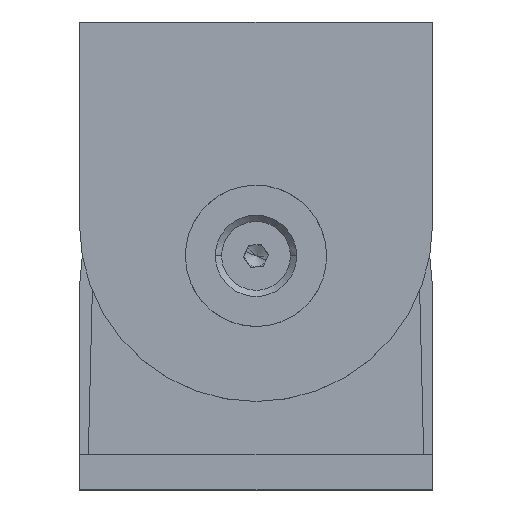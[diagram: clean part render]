
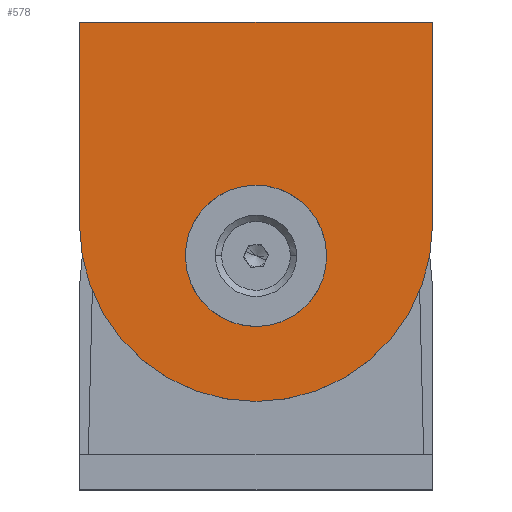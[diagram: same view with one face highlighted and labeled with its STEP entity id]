
A CAD part, top view. The second image highlights one B-rep face of the part: STEP entity #578.
In plain terms, the highlighted face is planar.
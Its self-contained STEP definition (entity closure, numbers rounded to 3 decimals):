
#61 = CARTESIAN_POINT ( 'NONE',  ( 0., 53., -20. ) ) ;
#108 = AXIS2_PLACEMENT_3D ( 'NONE', #358, #2016, #684 ) ;
#195 = DIRECTION ( 'NONE',  ( 1., 0., 0. ) ) ;
#342 = VERTEX_POINT ( 'NONE', #3247 ) ;
#358 = CARTESIAN_POINT ( 'NONE',  ( 0., 0., -20. ) ) ;
#471 = EDGE_CURVE ( 'NONE', #4427, #342, #1011, .T. ) ;
#578 = ADVANCED_FACE ( 'NONE', ( #990, #3861 ), #4288, .F. ) ;
#684 = DIRECTION ( 'NONE',  ( 1., 0., 0. ) ) ;
#860 = LINE ( 'NONE', #4160, #3452 ) ;
#990 = FACE_BOUND ( 'NONE', #5280, .T. ) ;
#1011 = LINE ( 'NONE', #5149, #4449 ) ;
#1163 = ORIENTED_EDGE ( 'NONE', *, *, #5140, .F. ) ;
#1183 = DIRECTION ( 'NONE',  ( 1., 0., 0. ) ) ;
#1389 = VERTEX_POINT ( 'NONE', #2422 ) ;
#1669 = CARTESIAN_POINT ( 'NONE',  ( -40., 46., -20. ) ) ;
#1721 = ORIENTED_EDGE ( 'NONE', *, *, #4533, .T. ) ;
#1818 = CARTESIAN_POINT ( 'NONE',  ( 40., 0., -20. ) ) ;
#1847 = ORIENTED_EDGE ( 'NONE', *, *, #4956, .T. ) ;
#1930 = ORIENTED_EDGE ( 'NONE', *, *, #2339, .F. ) ;
#2016 = DIRECTION ( 'NONE',  ( 0., 0., 1. ) ) ;
#2243 = CARTESIAN_POINT ( 'NONE',  ( 40., 46., -20. ) ) ;
#2339 = EDGE_CURVE ( 'NONE', #3456, #4427, #860, .T. ) ;
#2361 = AXIS2_PLACEMENT_3D ( 'NONE', #4940, #3271, #1183 ) ;
#2422 = CARTESIAN_POINT ( 'NONE',  ( 16., 53., -20. ) ) ;
#2509 = DIRECTION ( 'NONE',  ( 1., 0., 0. ) ) ;
#2528 = CIRCLE ( 'NONE', #3218, 40. ) ;
#2915 = CIRCLE ( 'NONE', #3260, 16. ) ;
#2994 = VERTEX_POINT ( 'NONE', #3201 ) ;
#3201 = CARTESIAN_POINT ( 'NONE',  ( -16., 53., -20. ) ) ;
#3218 = AXIS2_PLACEMENT_3D ( 'NONE', #3958, #5249, #5169 ) ;
#3247 = CARTESIAN_POINT ( 'NONE',  ( 40., 0., -20. ) ) ;
#3260 = AXIS2_PLACEMENT_3D ( 'NONE', #61, #3833, #2509 ) ;
#3271 = DIRECTION ( 'NONE',  ( 0., 0., 1. ) ) ;
#3415 = EDGE_LOOP ( 'NONE', ( #1930, #1721, #1163, #4783 ) ) ;
#3452 = VECTOR ( 'NONE', #4193, 1000. ) ;
#3456 = VERTEX_POINT ( 'NONE', #1669 ) ;
#3833 = DIRECTION ( 'NONE',  ( 0., 0., 1. ) ) ;
#3859 = EDGE_CURVE ( 'NONE', #1389, #2994, #4693, .T. ) ;
#3861 = FACE_OUTER_BOUND ( 'NONE', #3415, .T. ) ;
#3958 = CARTESIAN_POINT ( 'NONE',  ( 0., 46., -20. ) ) ;
#3963 = DIRECTION ( 'NONE',  ( 0., 1., 0. ) ) ;
#4160 = CARTESIAN_POINT ( 'NONE',  ( -40., 8., -20. ) ) ;
#4193 = DIRECTION ( 'NONE',  ( 0., -1., 0. ) ) ;
#4234 = CARTESIAN_POINT ( 'NONE',  ( -40., 0., -20. ) ) ;
#4288 = PLANE ( 'NONE',  #108 ) ;
#4427 = VERTEX_POINT ( 'NONE', #4234 ) ;
#4449 = VECTOR ( 'NONE', #195, 1000. ) ;
#4533 = EDGE_CURVE ( 'NONE', #3456, #4834, #2528, .T. ) ;
#4693 = CIRCLE ( 'NONE', #2361, 16. ) ;
#4718 = LINE ( 'NONE', #1818, #5323 ) ;
#4783 = ORIENTED_EDGE ( 'NONE', *, *, #471, .F. ) ;
#4834 = VERTEX_POINT ( 'NONE', #2243 ) ;
#4940 = CARTESIAN_POINT ( 'NONE',  ( 0., 53., -20. ) ) ;
#4956 = EDGE_CURVE ( 'NONE', #2994, #1389, #2915, .T. ) ;
#5016 = ORIENTED_EDGE ( 'NONE', *, *, #3859, .T. ) ;
#5140 = EDGE_CURVE ( 'NONE', #342, #4834, #4718, .T. ) ;
#5149 = CARTESIAN_POINT ( 'NONE',  ( -40., 0., -20. ) ) ;
#5169 = DIRECTION ( 'NONE',  ( -1., 0., 0. ) ) ;
#5249 = DIRECTION ( 'NONE',  ( 0., 0., -1. ) ) ;
#5280 = EDGE_LOOP ( 'NONE', ( #1847, #5016 ) ) ;
#5323 = VECTOR ( 'NONE', #3963, 1000. ) ;
